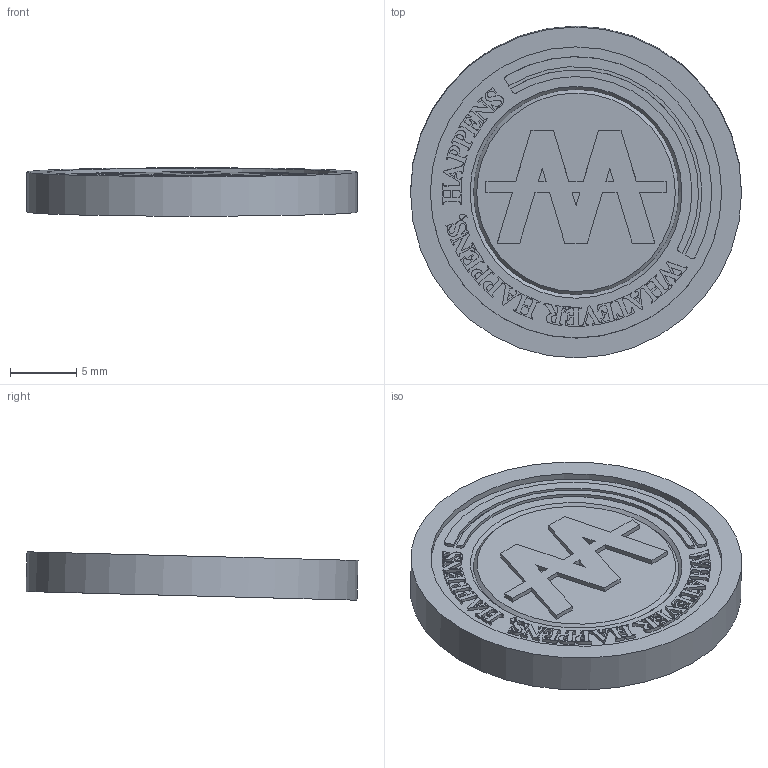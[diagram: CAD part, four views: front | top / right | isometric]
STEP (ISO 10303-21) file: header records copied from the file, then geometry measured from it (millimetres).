
FILE_DESCRIPTION(/* description */ ('Unknown'),/* implementation_level */ '2;1');
FILE_NAME(/* name */ 'jericho941_pre2007_standCoin_bebop',/* time_stamp */ '2024-02-21T21:03:29-05:00',/* author */ ('Unknown'),/* organization */ ('Unknown'),/* preprocessor_version */ 'ST-DEVELOPER v18.1',/* originating_system */ 'Solid Edge',/* authorisation */ 'Unknown');
FILE_SCHEMA (('AUTOMOTIVE_DESIGN {1 0 10303 214 3 1 1}'));
Length unit declared in the file: millimetre
Products named in the file (2): jericho941_pre2007_holsters; jericho941_pre2007_standCoin_bebop
Assembly tree (1 placements, depth 2):
  jericho941_pre2007_holsters
    jericho941_pre2007_standCoin_bebop
Bounding box: 25 x 25.07 x 3.65 mm (x, y, z)
Volume: 1133 mm3; surface area: 1609.1 mm2
Topology: 1 solids, 2 shells, 948 faces, 2552 edges, 1695 vertices
Faces by surface type: plane 626, bspline 291, cylinder 25, cone 6
Full cylindrical faces by diameter (mm): 16 x1, 16.25 x1, 22 x2, 25 x1
Entity records: 42391 total; most frequent: CARTESIAN_POINT 20639, ORIENTED_EDGE 5052, DIRECTION 3305, EDGE_CURVE 2526, LINE 1869, VECTOR 1869, VERTEX_POINT 1691, EDGE_LOOP 1059
